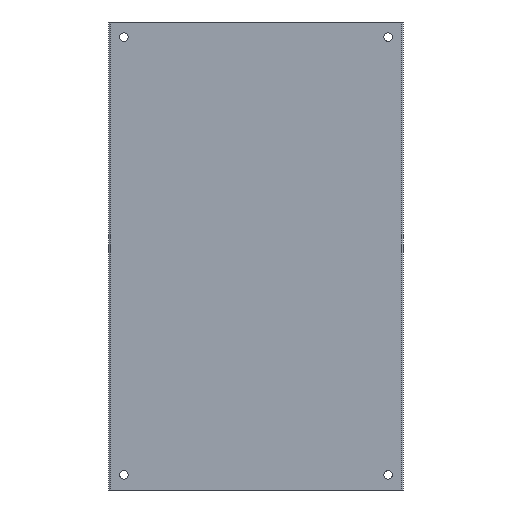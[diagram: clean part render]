
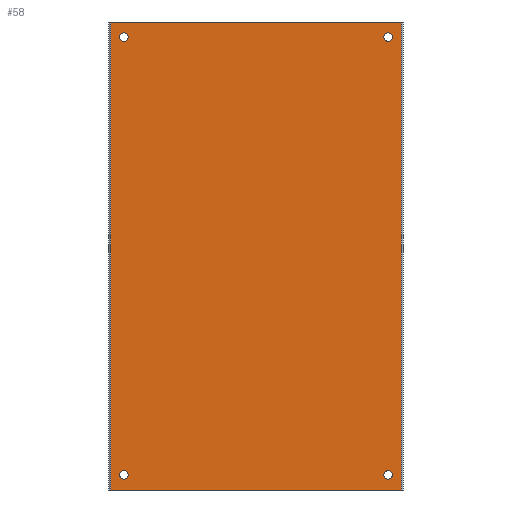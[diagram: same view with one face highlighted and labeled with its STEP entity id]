
A CAD part, front view. The second image highlights one B-rep face of the part: STEP entity #58.
In plain terms, the highlighted planar face has unit normal (0, -1, 0).
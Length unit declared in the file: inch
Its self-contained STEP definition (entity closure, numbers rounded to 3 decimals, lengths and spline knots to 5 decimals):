
#12 = CARTESIAN_POINT ( 'NONE',  ( 7.625, 0., 12.375 ) ) ;
#14 = DIRECTION ( 'NONE',  ( 0., 0., -1. ) ) ;
#20 = CIRCLE ( 'NONE', #272, 0.25 ) ;
#25 = EDGE_LOOP ( 'NONE', ( #489, #257 ) ) ;
#36 = EDGE_CURVE ( 'NONE', #136, #331, #188, .T. ) ;
#57 = CIRCLE ( 'NONE', #457, 0.25 ) ;
#58 = ADVANCED_FACE ( 'NONE', ( #678, #670, #449, #110, #514 ), #591, .T. ) ;
#74 = VECTOR ( 'NONE', #467, 39.37008 ) ;
#80 = CIRCLE ( 'NONE', #183, 0.25 ) ;
#89 = VERTEX_POINT ( 'NONE', #348 ) ;
#97 = VERTEX_POINT ( 'NONE', #360 ) ;
#99 = DIRECTION ( 'NONE',  ( 0., 0., -1. ) ) ;
#103 = EDGE_CURVE ( 'NONE', #136, #382, #184, .T. ) ;
#108 = DIRECTION ( 'NONE',  ( 0., 1., 0. ) ) ;
#110 = FACE_BOUND ( 'NONE', #25, .T. ) ;
#114 = CARTESIAN_POINT ( 'NONE',  ( -8.375, 0., -13.5 ) ) ;
#135 = CARTESIAN_POINT ( 'NONE',  ( -7.625, 0., -12.625 ) ) ;
#136 = VERTEX_POINT ( 'NONE', #291 ) ;
#140 = EDGE_CURVE ( 'NONE', #687, #89, #543, .T. ) ;
#145 = LINE ( 'NONE', #197, #481 ) ;
#152 = CARTESIAN_POINT ( 'NONE',  ( -7.625, 0., -12.625 ) ) ;
#170 = CARTESIAN_POINT ( 'NONE',  ( -7.625, 0., -12.375 ) ) ;
#183 = AXIS2_PLACEMENT_3D ( 'NONE', #675, #108, #800 ) ;
#184 = LINE ( 'NONE', #114, #456 ) ;
#186 = EDGE_LOOP ( 'NONE', ( #374, #386, #599, #650 ) ) ;
#188 = LINE ( 'NONE', #716, #74 ) ;
#191 = CARTESIAN_POINT ( 'NONE',  ( 8.375, 0., 13.5 ) ) ;
#195 = ORIENTED_EDGE ( 'NONE', *, *, #729, .T. ) ;
#197 = CARTESIAN_POINT ( 'NONE',  ( 8.375, 0., -13.5 ) ) ;
#199 = DIRECTION ( 'NONE',  ( 0., 1., 0. ) ) ;
#211 = AXIS2_PLACEMENT_3D ( 'NONE', #342, #784, #788 ) ;
#218 = DIRECTION ( 'NONE',  ( 0., 1., 0. ) ) ;
#219 = EDGE_CURVE ( 'NONE', #97, #398, #20, .T. ) ;
#220 = CARTESIAN_POINT ( 'NONE',  ( -8.5, 0., -13.5 ) ) ;
#225 = AXIS2_PLACEMENT_3D ( 'NONE', #672, #238, #364 ) ;
#233 = CIRCLE ( 'NONE', #773, 0.25 ) ;
#238 = DIRECTION ( 'NONE',  ( 0., 1., 0. ) ) ;
#247 = EDGE_CURVE ( 'NONE', #396, #382, #659, .T. ) ;
#257 = ORIENTED_EDGE ( 'NONE', *, *, #280, .T. ) ;
#272 = AXIS2_PLACEMENT_3D ( 'NONE', #444, #366, #442 ) ;
#280 = EDGE_CURVE ( 'NONE', #743, #448, #233, .T. ) ;
#283 = DIRECTION ( 'NONE',  ( 0., -1., 0. ) ) ;
#291 = CARTESIAN_POINT ( 'NONE',  ( -8.375, 0., 13.5 ) ) ;
#292 = EDGE_LOOP ( 'NONE', ( #775, #513 ) ) ;
#310 = CIRCLE ( 'NONE', #225, 0.25 ) ;
#311 = EDGE_LOOP ( 'NONE', ( #726, #195 ) ) ;
#316 = CARTESIAN_POINT ( 'NONE',  ( -8.375, 0., -13.5 ) ) ;
#322 = CIRCLE ( 'NONE', #661, 0.25 ) ;
#331 = VERTEX_POINT ( 'NONE', #191 ) ;
#341 = EDGE_CURVE ( 'NONE', #331, #396, #145, .T. ) ;
#342 = CARTESIAN_POINT ( 'NONE',  ( 7.625, 0., -12.625 ) ) ;
#348 = CARTESIAN_POINT ( 'NONE',  ( 7.625, 0., -12.875 ) ) ;
#360 = CARTESIAN_POINT ( 'NONE',  ( -7.625, 0., 12.375 ) ) ;
#364 = DIRECTION ( 'NONE',  ( 0., 0., -1. ) ) ;
#366 = DIRECTION ( 'NONE',  ( 0., 1., 0. ) ) ;
#373 = VERTEX_POINT ( 'NONE', #12 ) ;
#374 = ORIENTED_EDGE ( 'NONE', *, *, #247, .F. ) ;
#382 = VERTEX_POINT ( 'NONE', #316 ) ;
#386 = ORIENTED_EDGE ( 'NONE', *, *, #341, .F. ) ;
#391 = CARTESIAN_POINT ( 'NONE',  ( 8.375, 0., -13.5 ) ) ;
#396 = VERTEX_POINT ( 'NONE', #391 ) ;
#398 = VERTEX_POINT ( 'NONE', #518 ) ;
#412 = DIRECTION ( 'NONE',  ( 0., 0., -1. ) ) ;
#420 = DIRECTION ( 'NONE',  ( 0., 0., -1. ) ) ;
#425 = DIRECTION ( 'NONE',  ( 0., 0., -1. ) ) ;
#442 = DIRECTION ( 'NONE',  ( 0., 0., -1. ) ) ;
#444 = CARTESIAN_POINT ( 'NONE',  ( -7.625, 0., 12.625 ) ) ;
#448 = VERTEX_POINT ( 'NONE', #644 ) ;
#449 = FACE_BOUND ( 'NONE', #484, .T. ) ;
#454 = DIRECTION ( 'NONE',  ( -1., 0., 0. ) ) ;
#456 = VECTOR ( 'NONE', #420, 39.37008 ) ;
#457 = AXIS2_PLACEMENT_3D ( 'NONE', #152, #593, #99 ) ;
#467 = DIRECTION ( 'NONE',  ( 1., 0., 0. ) ) ;
#481 = VECTOR ( 'NONE', #764, 39.37008 ) ;
#484 = EDGE_LOOP ( 'NONE', ( #580, #572 ) ) ;
#489 = ORIENTED_EDGE ( 'NONE', *, *, #600, .T. ) ;
#499 = CIRCLE ( 'NONE', #211, 0.25 ) ;
#503 = VECTOR ( 'NONE', #454, 39.37008 ) ;
#510 = CARTESIAN_POINT ( 'NONE',  ( -8.5, 0., -13.5 ) ) ;
#513 = ORIENTED_EDGE ( 'NONE', *, *, #660, .T. ) ;
#514 = FACE_BOUND ( 'NONE', #292, .T. ) ;
#518 = CARTESIAN_POINT ( 'NONE',  ( -7.625, 0., 12.875 ) ) ;
#523 = VERTEX_POINT ( 'NONE', #585 ) ;
#543 = CIRCLE ( 'NONE', #653, 0.25 ) ;
#572 = ORIENTED_EDGE ( 'NONE', *, *, #140, .T. ) ;
#580 = ORIENTED_EDGE ( 'NONE', *, *, #645, .T. ) ;
#585 = CARTESIAN_POINT ( 'NONE',  ( 7.625, 0., 12.875 ) ) ;
#591 = PLANE ( 'NONE',  #750 ) ;
#593 = DIRECTION ( 'NONE',  ( 0., 1., 0. ) ) ;
#597 = CARTESIAN_POINT ( 'NONE',  ( 7.625, 0., -12.375 ) ) ;
#599 = ORIENTED_EDGE ( 'NONE', *, *, #36, .F. ) ;
#600 = EDGE_CURVE ( 'NONE', #448, #743, #57, .T. ) ;
#644 = CARTESIAN_POINT ( 'NONE',  ( -7.625, 0., -12.875 ) ) ;
#645 = EDGE_CURVE ( 'NONE', #89, #687, #499, .T. ) ;
#650 = ORIENTED_EDGE ( 'NONE', *, *, #103, .T. ) ;
#653 = AXIS2_PLACEMENT_3D ( 'NONE', #665, #793, #425 ) ;
#659 = LINE ( 'NONE', #510, #503 ) ;
#660 = EDGE_CURVE ( 'NONE', #398, #97, #322, .T. ) ;
#661 = AXIS2_PLACEMENT_3D ( 'NONE', #731, #218, #412 ) ;
#665 = CARTESIAN_POINT ( 'NONE',  ( 7.625, 0., -12.625 ) ) ;
#670 = FACE_BOUND ( 'NONE', #311, .T. ) ;
#672 = CARTESIAN_POINT ( 'NONE',  ( 7.625, 0., 12.625 ) ) ;
#675 = CARTESIAN_POINT ( 'NONE',  ( 7.625, 0., 12.625 ) ) ;
#678 = FACE_OUTER_BOUND ( 'NONE', #186, .T. ) ;
#687 = VERTEX_POINT ( 'NONE', #597 ) ;
#716 = CARTESIAN_POINT ( 'NONE',  ( 8.5, 0., 13.5 ) ) ;
#720 = DIRECTION ( 'NONE',  ( 0., 0., -1. ) ) ;
#726 = ORIENTED_EDGE ( 'NONE', *, *, #754, .T. ) ;
#729 = EDGE_CURVE ( 'NONE', #523, #373, #80, .T. ) ;
#731 = CARTESIAN_POINT ( 'NONE',  ( -7.625, 0., 12.625 ) ) ;
#743 = VERTEX_POINT ( 'NONE', #170 ) ;
#750 = AXIS2_PLACEMENT_3D ( 'NONE', #220, #283, #720 ) ;
#754 = EDGE_CURVE ( 'NONE', #373, #523, #310, .T. ) ;
#764 = DIRECTION ( 'NONE',  ( 0., 0., -1. ) ) ;
#773 = AXIS2_PLACEMENT_3D ( 'NONE', #135, #199, #14 ) ;
#775 = ORIENTED_EDGE ( 'NONE', *, *, #219, .T. ) ;
#784 = DIRECTION ( 'NONE',  ( 0., 1., 0. ) ) ;
#788 = DIRECTION ( 'NONE',  ( 0., 0., -1. ) ) ;
#793 = DIRECTION ( 'NONE',  ( 0., 1., 0. ) ) ;
#800 = DIRECTION ( 'NONE',  ( 0., 0., -1. ) ) ;
